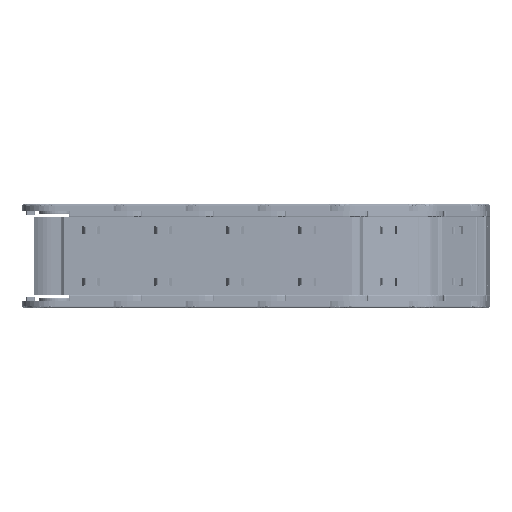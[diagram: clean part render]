
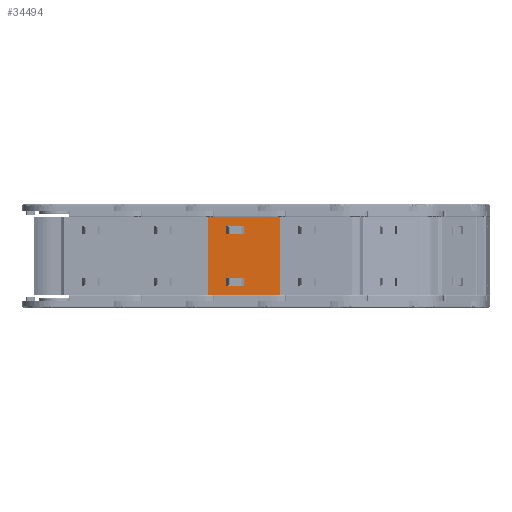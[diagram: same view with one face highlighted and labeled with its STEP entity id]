
A CAD part, front view. The second image highlights one B-rep face of the part: STEP entity #34494.
In plain terms, the highlighted planar face has unit normal (0, -1, 0).
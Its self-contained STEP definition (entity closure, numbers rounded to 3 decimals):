
#727 = VERTEX_POINT ( 'NONE', #39777 ) ;
#996 = ORIENTED_EDGE ( 'NONE', *, *, #23092, .F. ) ;
#1177 = CARTESIAN_POINT ( 'NONE',  ( -26.943, 70.399, -19.116 ) ) ;
#1595 = DIRECTION ( 'NONE',  ( -1., 0., 0. ) ) ;
#2402 = LINE ( 'NONE', #13413, #44166 ) ;
#2475 = CARTESIAN_POINT ( 'NONE',  ( -40.943, 70.399, 21.684 ) ) ;
#2529 = LINE ( 'NONE', #43396, #29650 ) ;
#2604 = CARTESIAN_POINT ( 'NONE',  ( -12.723, 70.399, 28.434 ) ) ;
#2738 = VERTEX_POINT ( 'NONE', #4687 ) ;
#2962 = EDGE_LOOP ( 'NONE', ( #18527, #40933, #5912, #34041 ) ) ;
#3237 = DIRECTION ( 'NONE',  ( -1., 0., 0. ) ) ;
#3925 = VERTEX_POINT ( 'NONE', #2475 ) ;
#4142 = AXIS2_PLACEMENT_3D ( 'NONE', #31762, #24630, #31311 ) ;
#4687 = CARTESIAN_POINT ( 'NONE',  ( -40.943, 70.399, 15.384 ) ) ;
#5036 = EDGE_CURVE ( 'NONE', #2738, #3925, #27535, .T. ) ;
#5912 = ORIENTED_EDGE ( 'NONE', *, *, #17236, .F. ) ;
#6706 = VECTOR ( 'NONE', #15833, 1000. ) ;
#6735 = ORIENTED_EDGE ( 'NONE', *, *, #16011, .T. ) ;
#7112 = VERTEX_POINT ( 'NONE', #2604 ) ;
#7561 = PLANE ( 'NONE',  #4142 ) ;
#7582 = DIRECTION ( 'NONE',  ( 0., 0., 1. ) ) ;
#7765 = VECTOR ( 'NONE', #8296, 1000. ) ;
#8296 = DIRECTION ( 'NONE',  ( 1., 0., 0. ) ) ;
#9120 = EDGE_CURVE ( 'NONE', #10957, #10125, #2402, .T. ) ;
#9275 = CARTESIAN_POINT ( 'NONE',  ( -40.943, 70.399, 15.384 ) ) ;
#9492 = VECTOR ( 'NONE', #22970, 1000. ) ;
#9903 = EDGE_CURVE ( 'NONE', #10125, #40625, #25354, .T. ) ;
#10125 = VERTEX_POINT ( 'NONE', #38461 ) ;
#10957 = VERTEX_POINT ( 'NONE', #41569 ) ;
#11967 = DIRECTION ( 'NONE',  ( -1., 0., 0. ) ) ;
#12115 = CARTESIAN_POINT ( 'NONE',  ( -68.923, 70.399, 90.053 ) ) ;
#13162 = EDGE_CURVE ( 'NONE', #31609, #18494, #36165, .T. ) ;
#13413 = CARTESIAN_POINT ( 'NONE',  ( -40.943, 70.399, -19.116 ) ) ;
#13641 = LINE ( 'NONE', #1177, #35328 ) ;
#13819 = LINE ( 'NONE', #19479, #9492 ) ;
#14031 = VECTOR ( 'NONE', #37128, 1000. ) ;
#15079 = VECTOR ( 'NONE', #33766, 1000. ) ;
#15459 = CARTESIAN_POINT ( 'NONE',  ( -68.923, 70.399, 28.434 ) ) ;
#15833 = DIRECTION ( 'NONE',  ( 0., 0., -1. ) ) ;
#16011 = EDGE_CURVE ( 'NONE', #3925, #727, #13819, .T. ) ;
#17236 = EDGE_CURVE ( 'NONE', #40625, #29659, #39774, .T. ) ;
#17583 = ORIENTED_EDGE ( 'NONE', *, *, #5036, .T. ) ;
#18494 = VERTEX_POINT ( 'NONE', #41680 ) ;
#18527 = ORIENTED_EDGE ( 'NONE', *, *, #9120, .F. ) ;
#18687 = CARTESIAN_POINT ( 'NONE',  ( -43.943, 70.399, -32.166 ) ) ;
#19479 = CARTESIAN_POINT ( 'NONE',  ( -40.943, 70.399, 21.684 ) ) ;
#22712 = DIRECTION ( 'NONE',  ( 0., 0., -1. ) ) ;
#22970 = DIRECTION ( 'NONE',  ( 1., 0., 0. ) ) ;
#23092 = EDGE_CURVE ( 'NONE', #7112, #41846, #32179, .T. ) ;
#23144 = VECTOR ( 'NONE', #26488, 1000. ) ;
#23499 = EDGE_LOOP ( 'NONE', ( #996, #39751, #33803, #37053 ) ) ;
#24058 = FACE_BOUND ( 'NONE', #31155, .T. ) ;
#24630 = DIRECTION ( 'NONE',  ( 0., 1., 0. ) ) ;
#24820 = VECTOR ( 'NONE', #11967, 1000. ) ;
#25135 = CARTESIAN_POINT ( 'NONE',  ( -12.723, 70.399, -32.166 ) ) ;
#25354 = LINE ( 'NONE', #33607, #15079 ) ;
#26127 = CARTESIAN_POINT ( 'NONE',  ( -40.943, 70.399, -25.416 ) ) ;
#26471 = LINE ( 'NONE', #29381, #24820 ) ;
#26488 = DIRECTION ( 'NONE',  ( 0., 0., -1. ) ) ;
#26534 = EDGE_CURVE ( 'NONE', #41846, #18494, #26558, .T. ) ;
#26558 = LINE ( 'NONE', #18687, #36303 ) ;
#27535 = LINE ( 'NONE', #9275, #33555 ) ;
#27659 = VERTEX_POINT ( 'NONE', #36912 ) ;
#29039 = CARTESIAN_POINT ( 'NONE',  ( -40.943, 70.399, -25.416 ) ) ;
#29381 = CARTESIAN_POINT ( 'NONE',  ( -40.943, 70.399, 15.384 ) ) ;
#29650 = VECTOR ( 'NONE', #22712, 1000. ) ;
#29659 = VERTEX_POINT ( 'NONE', #30216 ) ;
#30216 = CARTESIAN_POINT ( 'NONE',  ( -26.943, 70.399, -25.416 ) ) ;
#31155 = EDGE_LOOP ( 'NONE', ( #34137, #17583, #6735, #33933 ) ) ;
#31311 = DIRECTION ( 'NONE',  ( 0., 0., -1. ) ) ;
#31609 = VERTEX_POINT ( 'NONE', #15459 ) ;
#31762 = CARTESIAN_POINT ( 'NONE',  ( -43.943, 70.399, 8.434 ) ) ;
#32179 = LINE ( 'NONE', #43312, #6706 ) ;
#33555 = VECTOR ( 'NONE', #37006, 1000. ) ;
#33607 = CARTESIAN_POINT ( 'NONE',  ( -40.943, 70.399, -19.116 ) ) ;
#33766 = DIRECTION ( 'NONE',  ( 0., 0., -1. ) ) ;
#33803 = ORIENTED_EDGE ( 'NONE', *, *, #13162, .T. ) ;
#33933 = ORIENTED_EDGE ( 'NONE', *, *, #42041, .T. ) ;
#34041 = ORIENTED_EDGE ( 'NONE', *, *, #9903, .F. ) ;
#34137 = ORIENTED_EDGE ( 'NONE', *, *, #40165, .T. ) ;
#34494 = ADVANCED_FACE ( 'NONE', ( #35479, #39854, #24058 ), #7561, .F. ) ;
#35328 = VECTOR ( 'NONE', #7582, 1000. ) ;
#35479 = FACE_BOUND ( 'NONE', #2962, .T. ) ;
#36165 = LINE ( 'NONE', #12115, #23144 ) ;
#36303 = VECTOR ( 'NONE', #1595, 1000. ) ;
#36912 = CARTESIAN_POINT ( 'NONE',  ( -26.943, 70.399, 15.384 ) ) ;
#37006 = DIRECTION ( 'NONE',  ( 0., 0., 1. ) ) ;
#37053 = ORIENTED_EDGE ( 'NONE', *, *, #26534, .F. ) ;
#37128 = DIRECTION ( 'NONE',  ( -1., 0., 0. ) ) ;
#37248 = EDGE_CURVE ( 'NONE', #29659, #10957, #13641, .T. ) ;
#38461 = CARTESIAN_POINT ( 'NONE',  ( -40.943, 70.399, -19.116 ) ) ;
#38993 = LINE ( 'NONE', #39867, #14031 ) ;
#39751 = ORIENTED_EDGE ( 'NONE', *, *, #39852, .T. ) ;
#39774 = LINE ( 'NONE', #29039, #7765 ) ;
#39777 = CARTESIAN_POINT ( 'NONE',  ( -26.943, 70.399, 21.684 ) ) ;
#39852 = EDGE_CURVE ( 'NONE', #7112, #31609, #38993, .T. ) ;
#39854 = FACE_OUTER_BOUND ( 'NONE', #23499, .T. ) ;
#39867 = CARTESIAN_POINT ( 'NONE',  ( -43.943, 70.399, 28.434 ) ) ;
#40165 = EDGE_CURVE ( 'NONE', #27659, #2738, #26471, .T. ) ;
#40625 = VERTEX_POINT ( 'NONE', #26127 ) ;
#40933 = ORIENTED_EDGE ( 'NONE', *, *, #37248, .F. ) ;
#41569 = CARTESIAN_POINT ( 'NONE',  ( -26.943, 70.399, -19.116 ) ) ;
#41680 = CARTESIAN_POINT ( 'NONE',  ( -68.923, 70.399, -32.166 ) ) ;
#41846 = VERTEX_POINT ( 'NONE', #25135 ) ;
#42041 = EDGE_CURVE ( 'NONE', #727, #27659, #2529, .T. ) ;
#43312 = CARTESIAN_POINT ( 'NONE',  ( -12.723, 70.399, 90.053 ) ) ;
#43396 = CARTESIAN_POINT ( 'NONE',  ( -26.943, 70.399, 15.384 ) ) ;
#44166 = VECTOR ( 'NONE', #3237, 1000. ) ;
